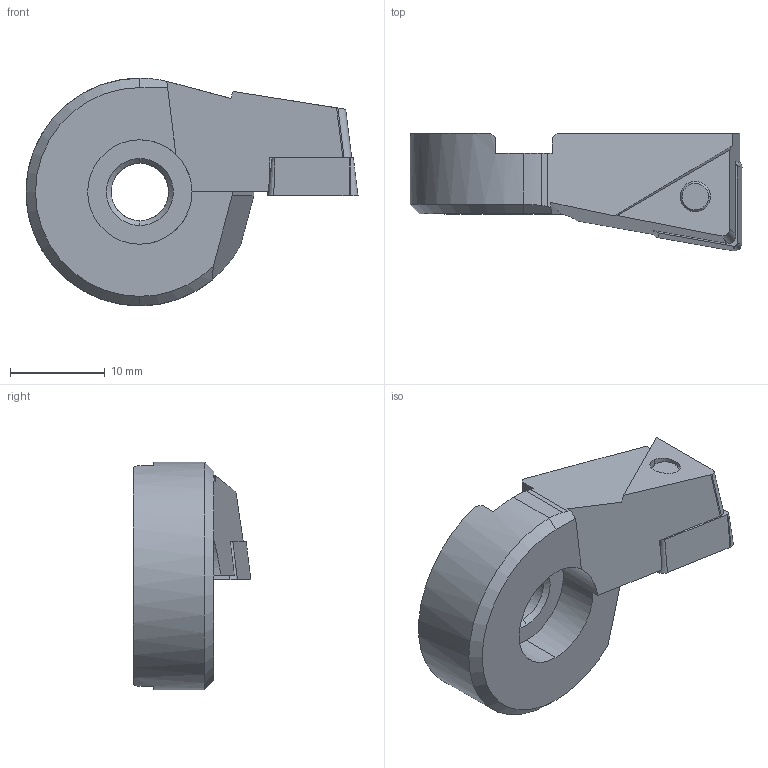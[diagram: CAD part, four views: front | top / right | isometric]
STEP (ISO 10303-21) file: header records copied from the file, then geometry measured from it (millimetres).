
FILE_DESCRIPTION(('no description'),'unknown implementation level');
FILE_NAME('18832506-6A56-4461-9401-409841D39BFC_export.stp',' ',('CIMSOURCE GmbH'),('CADClick - KiM GmbH - www.kimweb.de'),'unknown preprocess','ACIS','unknown authorization');
FILE_SCHEMA(('automotive_design'));
Length unit declared in the file: millimetre
Products named in the file (3): 626.371 Kaiser ENH71 CC09 200-235|694.141 Kaiser ETL M4x9.2 T15 IP 10S;Kreismuster1; 626.371 Kaiser ENH71 CC09 200-235|626.371 Kaiser ENH71 CC09 200-235;Linear austragen19; 626.371 Kaiser ENH71 CC09 200-235|654.952 Kaiser CCMT 09T308 K20C;Kombinieren1
Bounding box: 34.99 x 12.41 x 24 mm (x, y, z)
Volume: 4085.4 mm3; surface area: 2726.1 mm2
Topology: 3 solids, 3 shells, 125 faces, 323 edges, 203 vertices
Faces by surface type: cylinder 47, plane 46, cone 24, torus 8
Entity records: 7566 total; most frequent: CARTESIAN_POINT 718, DIRECTION 716, STYLED_ITEM 654, PRESENTATION_STYLE_ASSIGNMENT 654, COLOUR_RGB 654, ORIENTED_EDGE 646, EDGE_CURVE 323, CURVE_STYLE 323
